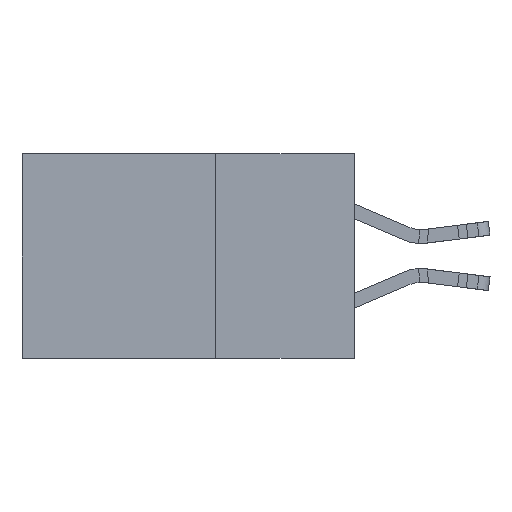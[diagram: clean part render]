
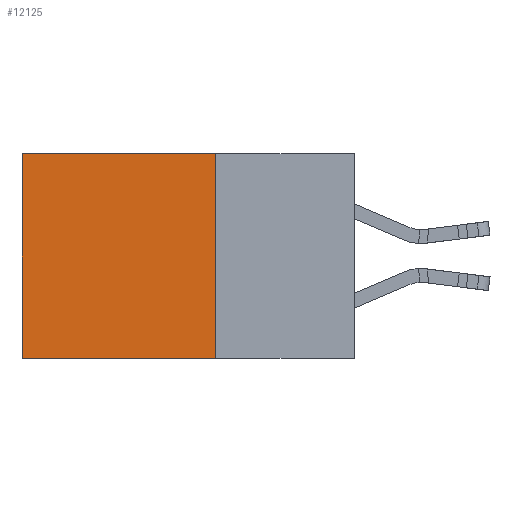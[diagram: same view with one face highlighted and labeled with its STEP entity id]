
A CAD part, left-side view. The second image highlights one B-rep face of the part: STEP entity #12125.
In plain terms, the highlighted planar face has unit normal (-1, 0, 0).
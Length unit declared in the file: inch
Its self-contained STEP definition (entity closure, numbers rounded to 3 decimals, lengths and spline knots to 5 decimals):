
#329 = ORIENTED_EDGE ( 'NONE', *, *, #8664, .T. ) ;
#333 = VECTOR ( 'NONE', #6113, 39.37008 ) ;
#467 = AXIS2_PLACEMENT_3D ( 'NONE', #24886, #18909, #6619 ) ;
#683 = VERTEX_POINT ( 'NONE', #24305 ) ;
#1025 = ORIENTED_EDGE ( 'NONE', *, *, #9334, .F. ) ;
#2343 = VECTOR ( 'NONE', #24596, 39.37008 ) ;
#3750 = VERTEX_POINT ( 'NONE', #13425 ) ;
#4543 = PLANE ( 'NONE',  #467 ) ;
#6113 = DIRECTION ( 'NONE',  ( 0., 0., -1. ) ) ;
#6593 = CARTESIAN_POINT ( 'NONE',  ( 0.2615, 0.6, -0.37 ) ) ;
#6619 = DIRECTION ( 'NONE',  ( 0., 0., -1. ) ) ;
#8664 = EDGE_CURVE ( 'NONE', #13682, #683, #15634, .T. ) ;
#9334 = EDGE_CURVE ( 'NONE', #13682, #22131, #11386, .T. ) ;
#10315 = CARTESIAN_POINT ( 'NONE',  ( 0.2615, 0.25, 0. ) ) ;
#10654 = FACE_OUTER_BOUND ( 'NONE', #12919, .T. ) ;
#11030 = CARTESIAN_POINT ( 'NONE',  ( 0.2615, 0.25, 0. ) ) ;
#11386 = LINE ( 'NONE', #14376, #333 ) ;
#12125 = ADVANCED_FACE ( 'NONE', ( #10654 ), #4543, .F. ) ;
#12919 = EDGE_LOOP ( 'NONE', ( #23240, #22294, #1025, #329 ) ) ;
#13404 = LINE ( 'NONE', #22585, #2343 ) ;
#13425 = CARTESIAN_POINT ( 'NONE',  ( 0.2615, 0.6, -0.37 ) ) ;
#13682 = VERTEX_POINT ( 'NONE', #11030 ) ;
#14376 = CARTESIAN_POINT ( 'NONE',  ( 0.2615, 0.25, -0.37 ) ) ;
#15392 = EDGE_CURVE ( 'NONE', #22131, #3750, #13404, .T. ) ;
#15634 = LINE ( 'NONE', #10315, #16266 ) ;
#15731 = CARTESIAN_POINT ( 'NONE',  ( 0.2615, 0.25, -0.37 ) ) ;
#16266 = VECTOR ( 'NONE', #24516, 39.37008 ) ;
#18909 = DIRECTION ( 'NONE',  ( 1., 0., 0. ) ) ;
#19520 = VECTOR ( 'NONE', #22930, 39.37008 ) ;
#22131 = VERTEX_POINT ( 'NONE', #15731 ) ;
#22294 = ORIENTED_EDGE ( 'NONE', *, *, #15392, .F. ) ;
#22585 = CARTESIAN_POINT ( 'NONE',  ( 0.2615, 0.25, -0.37 ) ) ;
#22930 = DIRECTION ( 'NONE',  ( 0., 0., -1. ) ) ;
#23240 = ORIENTED_EDGE ( 'NONE', *, *, #24806, .T. ) ;
#24305 = CARTESIAN_POINT ( 'NONE',  ( 0.2615, 0.6, 0. ) ) ;
#24516 = DIRECTION ( 'NONE',  ( 0., 1., 0. ) ) ;
#24596 = DIRECTION ( 'NONE',  ( 0., 1., 0. ) ) ;
#24806 = EDGE_CURVE ( 'NONE', #683, #3750, #25490, .T. ) ;
#24886 = CARTESIAN_POINT ( 'NONE',  ( 0.2615, 0.25, -0.37 ) ) ;
#25490 = LINE ( 'NONE', #6593, #19520 ) ;
